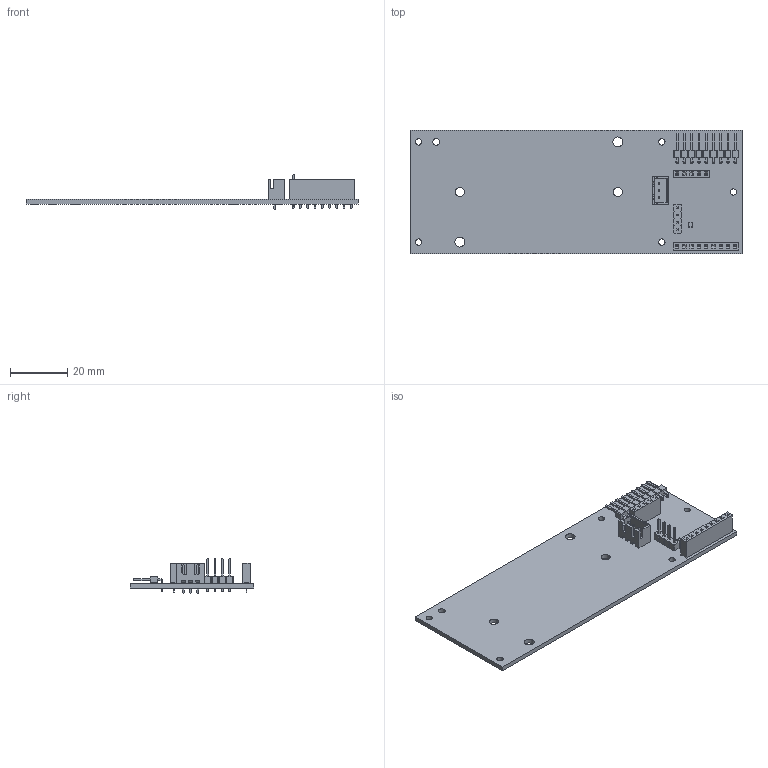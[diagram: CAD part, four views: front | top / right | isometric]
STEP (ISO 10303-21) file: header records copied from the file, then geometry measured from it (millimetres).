
FILE_DESCRIPTION(('KiCad electronic assembly'),'2;1');
FILE_NAME('LVPD-board.step','2024-02-11T14:22:26',('Pcbnew'),('Kicad'), 'Open CASCADE STEP processor 7.7','KiCad to STEP converter','Unknown' );
FILE_SCHEMA(('AUTOMOTIVE_DESIGN { 1 0 10303 214 1 1 1 1 }'));
Length unit declared in the file: millimetre
Products named in the file (14): LVPD-board 1; PinHeader_1x09_P2.54mm_Horizontal; SOLID; PinHeader_1x04_P2.54mm_Vertical; JST_XH_B3B-XH-A_1x03_P2.50mm_Vertical; PinSocket_1x09_P2.54mm_Vertical; R_0805_2012Metric; PinSocket_1x05_P2.54mm_Vertical; LVPD-board PCB
Assembly tree (13 placements, depth 3):
  LVPD-board 1
    PinHeader_1x09_P2.54mm_Horizontal
      SOLID
    PinHeader_1x04_P2.54mm_Vertical
      SOLID
    JST_XH_B3B-XH-A_1x03_P2.50mm_Vertical
      SOLID
    PinSocket_1x09_P2.54mm_Vertical
      SOLID
    R_0805_2012Metric
      SOLID
    PinSocket_1x05_P2.54mm_Vertical
      SOLID
    LVPD-board PCB
Bounding box: 116 x 43 x 11.94 mm (x, y, z)
Volume: 8914.5 mm3; surface area: 12905.5 mm2
Topology: 7 solids, 7 shells, 990 faces, 2524 edges, 1622 vertices
Faces by surface type: plane 929, cylinder 61
Full cylindrical faces by diameter (mm): 0.95 x3, 1 x27, 2.2 x5, 2.39 x1, 3.17 x2, 3.45 x2
Entity records: 69250 total; most frequent: CARTESIAN_POINT 10738, DIRECTION 9612, LINE 7328, VECTOR 7328, ORIENTED_EDGE 5048, PCURVE 5048, DEFINITIONAL_REPRESENTATION 5048, EDGE_CURVE 2524
